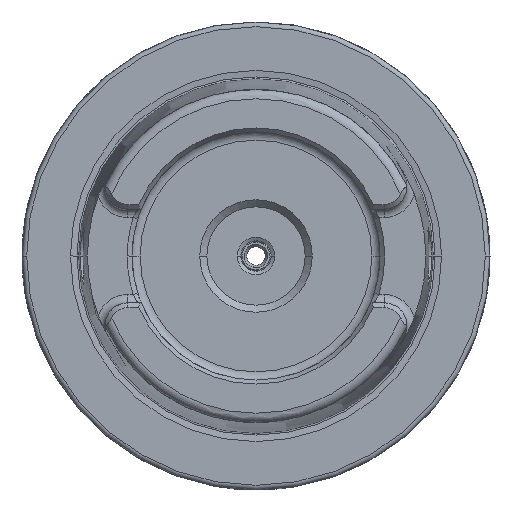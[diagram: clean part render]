
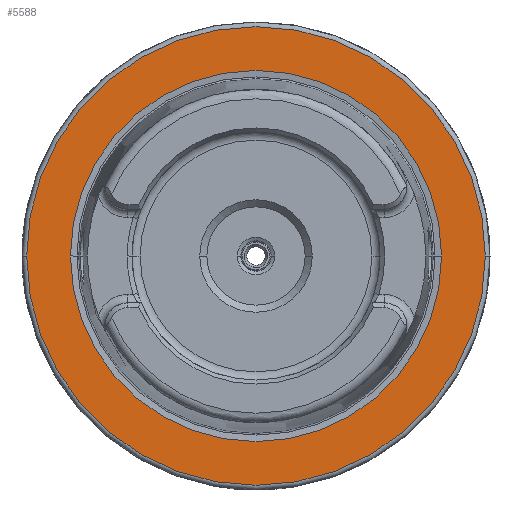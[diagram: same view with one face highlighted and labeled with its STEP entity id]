
A CAD part, left-side view. The second image highlights one B-rep face of the part: STEP entity #5588.
In plain terms, the highlighted planar face has unit normal (-1, 0, 0).
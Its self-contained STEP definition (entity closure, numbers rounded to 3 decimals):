
#92 = VERTEX_POINT ( 'NONE', #4640 ) ;
#412 = CARTESIAN_POINT ( 'NONE',  ( 0.05, 0., 0. ) ) ;
#516 = CARTESIAN_POINT ( 'NONE',  ( 0.05, 0., 49. ) ) ;
#724 = ORIENTED_EDGE ( 'NONE', *, *, #11421, .T. ) ;
#743 = DIRECTION ( 'NONE',  ( 1., 0., 0. ) ) ;
#1273 = VERTEX_POINT ( 'NONE', #6220 ) ;
#1321 = DIRECTION ( 'NONE',  ( 0., 0., -1. ) ) ;
#1536 = EDGE_CURVE ( 'NONE', #8657, #1273, #9268, .T. ) ;
#1773 = AXIS2_PLACEMENT_3D ( 'NONE', #412, #7280, #9136 ) ;
#1811 = DIRECTION ( 'NONE',  ( 1., 0., 0. ) ) ;
#1992 = CIRCLE ( 'NONE', #6494, 49. ) ;
#2714 = AXIS2_PLACEMENT_3D ( 'NONE', #3817, #5647, #9909 ) ;
#2914 = AXIS2_PLACEMENT_3D ( 'NONE', #10714, #1811, #6272 ) ;
#3279 = CIRCLE ( 'NONE', #6837, 39.647 ) ;
#3797 = EDGE_CURVE ( 'NONE', #92, #7852, #1992, .T. ) ;
#3817 = CARTESIAN_POINT ( 'NONE',  ( 0.05, 39.647, 0. ) ) ;
#4474 = EDGE_CURVE ( 'NONE', #7852, #92, #6852, .T. ) ;
#4640 = CARTESIAN_POINT ( 'NONE',  ( 0.05, 0., -49. ) ) ;
#4718 = FACE_OUTER_BOUND ( 'NONE', #9873, .T. ) ;
#4776 = PLANE ( 'NONE',  #2714 ) ;
#5480 = ORIENTED_EDGE ( 'NONE', *, *, #1536, .T. ) ;
#5546 = EDGE_LOOP ( 'NONE', ( #5480, #724 ) ) ;
#5588 = ADVANCED_FACE ( 'NONE', ( #6347, #4718 ), #4776, .T. ) ;
#5609 = DIRECTION ( 'NONE',  ( 1., 0., 0. ) ) ;
#5647 = DIRECTION ( 'NONE',  ( -1., 0., 0. ) ) ;
#6220 = CARTESIAN_POINT ( 'NONE',  ( 0.05, 0., -39.647 ) ) ;
#6272 = DIRECTION ( 'NONE',  ( 0., 0., -1. ) ) ;
#6347 = FACE_BOUND ( 'NONE', #5546, .T. ) ;
#6494 = AXIS2_PLACEMENT_3D ( 'NONE', #7890, #743, #10638 ) ;
#6837 = AXIS2_PLACEMENT_3D ( 'NONE', #10049, #5609, #1321 ) ;
#6852 = CIRCLE ( 'NONE', #1773, 49. ) ;
#7275 = CARTESIAN_POINT ( 'NONE',  ( 0.05, 0., 39.647 ) ) ;
#7280 = DIRECTION ( 'NONE',  ( 1., 0., 0. ) ) ;
#7852 = VERTEX_POINT ( 'NONE', #516 ) ;
#7890 = CARTESIAN_POINT ( 'NONE',  ( 0.05, 0., 0. ) ) ;
#8657 = VERTEX_POINT ( 'NONE', #7275 ) ;
#9136 = DIRECTION ( 'NONE',  ( 0., 0., -1. ) ) ;
#9268 = CIRCLE ( 'NONE', #2914, 39.647 ) ;
#9282 = ORIENTED_EDGE ( 'NONE', *, *, #4474, .F. ) ;
#9873 = EDGE_LOOP ( 'NONE', ( #10765, #9282 ) ) ;
#9909 = DIRECTION ( 'NONE',  ( 0., 0., 1. ) ) ;
#10049 = CARTESIAN_POINT ( 'NONE',  ( 0.05, 0., 0. ) ) ;
#10638 = DIRECTION ( 'NONE',  ( 0., 0., -1. ) ) ;
#10714 = CARTESIAN_POINT ( 'NONE',  ( 0.05, 0., 0. ) ) ;
#10765 = ORIENTED_EDGE ( 'NONE', *, *, #3797, .F. ) ;
#11421 = EDGE_CURVE ( 'NONE', #1273, #8657, #3279, .T. ) ;
